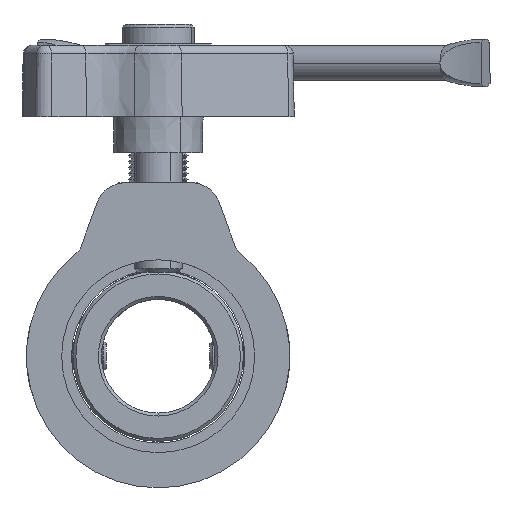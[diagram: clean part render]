
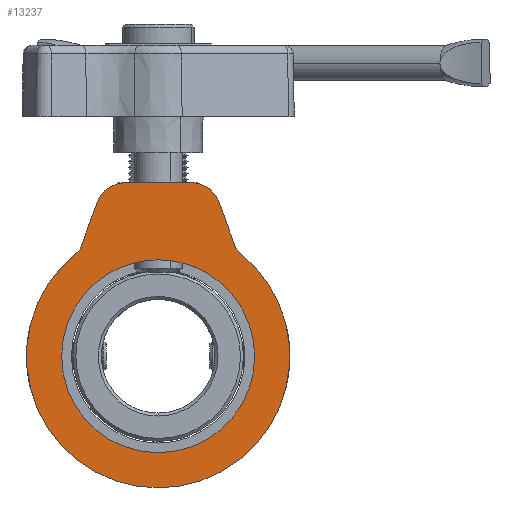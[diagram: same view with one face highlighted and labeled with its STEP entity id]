
A CAD part, front view. The second image highlights one B-rep face of the part: STEP entity #13237.
In plain terms, the highlighted planar face has unit normal (0, -1, 0).
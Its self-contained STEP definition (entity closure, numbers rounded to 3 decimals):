
#144 = EDGE_CURVE ( 'NONE', #2034, #11322, #8957, .T. ) ;
#163 = DIRECTION ( 'NONE',  ( 0., 0., 1. ) ) ;
#363 = VERTEX_POINT ( 'NONE', #8012 ) ;
#380 = EDGE_CURVE ( 'NONE', #363, #3346, #13222, .T. ) ;
#382 = CARTESIAN_POINT ( 'NONE',  ( 0., -105., 0. ) ) ;
#952 = CARTESIAN_POINT ( 'NONE',  ( -12.93, -105., 18.202 ) ) ;
#985 = EDGE_CURVE ( 'NONE', #363, #3659, #8938, .T. ) ;
#1129 = CIRCLE ( 'NONE', #10001, 16.125 ) ;
#1183 = CARTESIAN_POINT ( 'NONE',  ( 5.499, -105., 29. ) ) ;
#1544 = DIRECTION ( 'NONE',  ( 1., 0., 0. ) ) ;
#1555 = VERTEX_POINT ( 'NONE', #1183 ) ;
#1769 = DIRECTION ( 'NONE',  ( 0., 0., -1. ) ) ;
#2034 = VERTEX_POINT ( 'NONE', #9352 ) ;
#2148 = ORIENTED_EDGE ( 'NONE', *, *, #12193, .F. ) ;
#2355 = CIRCLE ( 'NONE', #5185, 2. ) ;
#2516 = EDGE_CURVE ( 'NONE', #3295, #11965, #12503, .T. ) ;
#2568 = CARTESIAN_POINT ( 'NONE',  ( 14.81, -105., 18.886 ) ) ;
#2569 = CARTESIAN_POINT ( 'NONE',  ( 10.197, -105., 25.71 ) ) ;
#2598 = DIRECTION ( 'NONE',  ( 0.342, 0., 0.94 ) ) ;
#2845 = CARTESIAN_POINT ( 'NONE',  ( -14.81, -105., 18.886 ) ) ;
#3041 = EDGE_CURVE ( 'NONE', #1555, #8081, #7652, .T. ) ;
#3109 = EDGE_CURVE ( 'NONE', #11322, #2034, #1129, .T. ) ;
#3295 = VERTEX_POINT ( 'NONE', #952 ) ;
#3339 = AXIS2_PLACEMENT_3D ( 'NONE', #12121, #5573, #4793 ) ;
#3346 = VERTEX_POINT ( 'NONE', #5181 ) ;
#3458 = DIRECTION ( 'NONE',  ( 0., 0., -1. ) ) ;
#3574 = CARTESIAN_POINT ( 'NONE',  ( -5.499, -105., 29. ) ) ;
#3591 = VECTOR ( 'NONE', #1544, 1000. ) ;
#3602 = EDGE_CURVE ( 'NONE', #11965, #6074, #7291, .T. ) ;
#3659 = VERTEX_POINT ( 'NONE', #10538 ) ;
#3677 = CARTESIAN_POINT ( 'NONE',  ( -5.499, -105., 29. ) ) ;
#3770 = DIRECTION ( 'NONE',  ( 0., 0., 1. ) ) ;
#3908 = CARTESIAN_POINT ( 'NONE',  ( 0., -105., 0. ) ) ;
#4793 = DIRECTION ( 'NONE',  ( 0., 0., 1. ) ) ;
#4830 = AXIS2_PLACEMENT_3D ( 'NONE', #6010, #9411, #8264 ) ;
#5181 = CARTESIAN_POINT ( 'NONE',  ( 0., -105., -22. ) ) ;
#5185 = AXIS2_PLACEMENT_3D ( 'NONE', #2845, #13879, #8408 ) ;
#5254 = EDGE_CURVE ( 'NONE', #8081, #3659, #12228, .T. ) ;
#5452 = FACE_OUTER_BOUND ( 'NONE', #10705, .T. ) ;
#5484 = AXIS2_PLACEMENT_3D ( 'NONE', #12244, #11243, #3458 ) ;
#5523 = VECTOR ( 'NONE', #6440, 1000. ) ;
#5573 = DIRECTION ( 'NONE',  ( 0., 1., 0. ) ) ;
#5709 = CARTESIAN_POINT ( 'NONE',  ( 0., -105., 0. ) ) ;
#6010 = CARTESIAN_POINT ( 'NONE',  ( 5.499, -105., 24. ) ) ;
#6074 = VERTEX_POINT ( 'NONE', #3574 ) ;
#6128 = DIRECTION ( 'NONE',  ( 0., 0., 1. ) ) ;
#6227 = DIRECTION ( 'NONE',  ( 0., 1., 0. ) ) ;
#6440 = DIRECTION ( 'NONE',  ( 0.342, 0., -0.94 ) ) ;
#6560 = ORIENTED_EDGE ( 'NONE', *, *, #3109, .F. ) ;
#6815 = VECTOR ( 'NONE', #2598, 1000. ) ;
#6834 = AXIS2_PLACEMENT_3D ( 'NONE', #13777, #6227, #6128 ) ;
#7118 = ORIENTED_EDGE ( 'NONE', *, *, #3041, .F. ) ;
#7291 = CIRCLE ( 'NONE', #5484, 5. ) ;
#7652 = CIRCLE ( 'NONE', #4830, 5. ) ;
#7694 = LINE ( 'NONE', #3677, #3591 ) ;
#8012 = CARTESIAN_POINT ( 'NONE',  ( 13.575, -105., 17.312 ) ) ;
#8046 = EDGE_CURVE ( 'NONE', #6074, #1555, #7694, .T. ) ;
#8071 = EDGE_LOOP ( 'NONE', ( #12445, #6560 ) ) ;
#8077 = DIRECTION ( 'NONE',  ( 0., -1., 0. ) ) ;
#8081 = VERTEX_POINT ( 'NONE', #2569 ) ;
#8129 = ORIENTED_EDGE ( 'NONE', *, *, #5254, .F. ) ;
#8211 = ORIENTED_EDGE ( 'NONE', *, *, #8046, .F. ) ;
#8264 = DIRECTION ( 'NONE',  ( 0., 0., -1. ) ) ;
#8408 = DIRECTION ( 'NONE',  ( 0., 0., 1. ) ) ;
#8938 = CIRCLE ( 'NONE', #12664, 2. ) ;
#8957 = CIRCLE ( 'NONE', #13005, 16.125 ) ;
#9084 = FACE_BOUND ( 'NONE', #8071, .T. ) ;
#9316 = DIRECTION ( 'NONE',  ( 0., 1., 0. ) ) ;
#9334 = CARTESIAN_POINT ( 'NONE',  ( 0., -105., 16.125 ) ) ;
#9352 = CARTESIAN_POINT ( 'NONE',  ( 0., -105., -16.125 ) ) ;
#9411 = DIRECTION ( 'NONE',  ( 0., 1., 0. ) ) ;
#10001 = AXIS2_PLACEMENT_3D ( 'NONE', #3908, #13705, #1769 ) ;
#10352 = CARTESIAN_POINT ( 'NONE',  ( -13.575, -105., 17.312 ) ) ;
#10395 = ORIENTED_EDGE ( 'NONE', *, *, #380, .F. ) ;
#10538 = CARTESIAN_POINT ( 'NONE',  ( 12.93, -105., 18.202 ) ) ;
#10558 = ORIENTED_EDGE ( 'NONE', *, *, #3602, .F. ) ;
#10705 = EDGE_LOOP ( 'NONE', ( #10395, #11808, #8129, #7118, #8211, #10558, #10873, #13064, #2148 ) ) ;
#10766 = CARTESIAN_POINT ( 'NONE',  ( -10.197, -105., 25.71 ) ) ;
#10815 = CARTESIAN_POINT ( 'NONE',  ( 10.197, -105., 25.71 ) ) ;
#10873 = ORIENTED_EDGE ( 'NONE', *, *, #2516, .F. ) ;
#11059 = PLANE ( 'NONE',  #3339 ) ;
#11243 = DIRECTION ( 'NONE',  ( 0., 1., 0. ) ) ;
#11322 = VERTEX_POINT ( 'NONE', #9334 ) ;
#11338 = DIRECTION ( 'NONE',  ( 0., 1., 0. ) ) ;
#11808 = ORIENTED_EDGE ( 'NONE', *, *, #985, .T. ) ;
#11965 = VERTEX_POINT ( 'NONE', #10766 ) ;
#12121 = CARTESIAN_POINT ( 'NONE',  ( 0., -105., 0. ) ) ;
#12193 = EDGE_CURVE ( 'NONE', #3346, #13267, #13733, .T. ) ;
#12228 = LINE ( 'NONE', #10815, #5523 ) ;
#12244 = CARTESIAN_POINT ( 'NONE',  ( -5.499, -105., 24. ) ) ;
#12445 = ORIENTED_EDGE ( 'NONE', *, *, #144, .F. ) ;
#12503 = LINE ( 'NONE', #13531, #6815 ) ;
#12504 = DIRECTION ( 'NONE',  ( 0., 0., -1. ) ) ;
#12664 = AXIS2_PLACEMENT_3D ( 'NONE', #2568, #9316, #3770 ) ;
#13005 = AXIS2_PLACEMENT_3D ( 'NONE', #382, #8077, #12504 ) ;
#13064 = ORIENTED_EDGE ( 'NONE', *, *, #13412, .T. ) ;
#13110 = AXIS2_PLACEMENT_3D ( 'NONE', #5709, #11338, #163 ) ;
#13222 = CIRCLE ( 'NONE', #6834, 22. ) ;
#13237 = ADVANCED_FACE ( 'NONE', ( #9084, #5452 ), #11059, .F. ) ;
#13267 = VERTEX_POINT ( 'NONE', #10352 ) ;
#13412 = EDGE_CURVE ( 'NONE', #3295, #13267, #2355, .T. ) ;
#13531 = CARTESIAN_POINT ( 'NONE',  ( -10.197, -105., 25.71 ) ) ;
#13705 = DIRECTION ( 'NONE',  ( 0., -1., 0. ) ) ;
#13733 = CIRCLE ( 'NONE', #13110, 22. ) ;
#13777 = CARTESIAN_POINT ( 'NONE',  ( 0., -105., 0. ) ) ;
#13879 = DIRECTION ( 'NONE',  ( 0., 1., 0. ) ) ;
